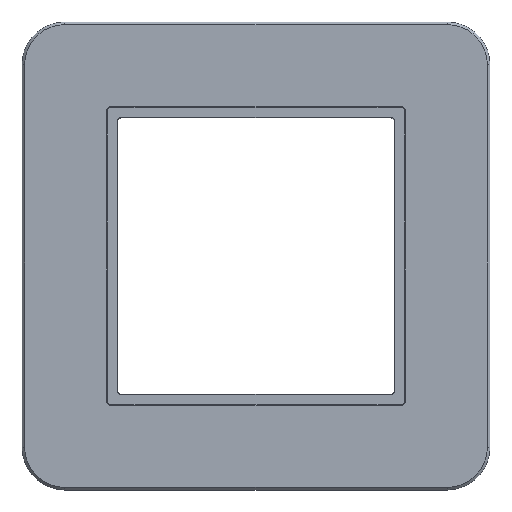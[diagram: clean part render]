
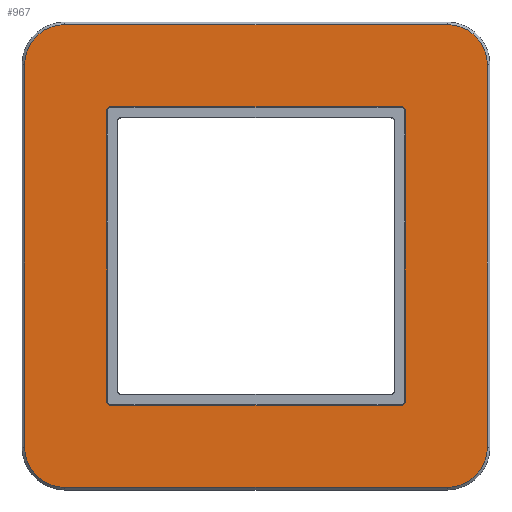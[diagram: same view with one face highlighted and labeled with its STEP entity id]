
A CAD part, top view. The second image highlights one B-rep face of the part: STEP entity #967.
In plain terms, the highlighted face is planar.
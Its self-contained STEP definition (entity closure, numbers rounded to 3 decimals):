
#428=DIRECTION('',(0.,0.,-1.));
#429=VECTOR('',#428,54.6);
#430=CARTESIAN_POINT('',(28.1,10.,27.3));
#431=LINE('6853',#430,#429);
#435=CARTESIAN_POINT('',(27.3,10.,-27.3));
#436=DIRECTION('',(0.,-1.,0.));
#437=DIRECTION('',(0.,0.,-1.));
#438=AXIS2_PLACEMENT_3D('',#435,#436,#437);
#443=DIRECTION('',(-1.,0.,0.));
#444=VECTOR('',#443,54.6);
#445=CARTESIAN_POINT('',(27.3,10.,-28.1));
#446=LINE('6854',#445,#444);
#450=CARTESIAN_POINT('',(-27.3,10.,-27.3));
#451=DIRECTION('',(0.,-1.,0.));
#452=DIRECTION('',(-1.,0.,0.));
#453=AXIS2_PLACEMENT_3D('',#450,#451,#452);
#458=DIRECTION('',(0.,0.,1.));
#459=VECTOR('',#458,54.6);
#460=CARTESIAN_POINT('',(-28.1,10.,-27.3));
#461=LINE('6855',#460,#459);
#465=CARTESIAN_POINT('',(-27.3,10.,27.3));
#466=DIRECTION('',(0.,-1.,0.));
#467=DIRECTION('',(0.,0.,1.));
#468=AXIS2_PLACEMENT_3D('',#465,#466,#467);
#473=DIRECTION('',(1.,0.,0.));
#474=VECTOR('',#473,54.6);
#475=CARTESIAN_POINT('',(-27.3,10.,28.1));
#476=LINE('6856',#475,#474);
#480=CARTESIAN_POINT('',(27.3,10.,27.3));
#481=DIRECTION('',(0.,-1.,0.));
#482=DIRECTION('',(1.,0.,0.));
#483=AXIS2_PLACEMENT_3D('',#480,#481,#482);
#488=DIRECTION('',(1.,0.,0.));
#489=VECTOR('',#488,72.);
#490=CARTESIAN_POINT('',(-36.,10.,43.5));
#491=LINE('5121',#490,#489);
#495=CARTESIAN_POINT('',(-36.,10.,36.));
#496=DIRECTION('',(0.,1.,0.));
#497=DIRECTION('',(-1.,0.,0.));
#498=AXIS2_PLACEMENT_3D('',#495,#496,#497);
#503=DIRECTION('',(0.,0.,1.));
#504=VECTOR('',#503,72.);
#505=CARTESIAN_POINT('',(-43.5,10.,-36.));
#506=LINE('5133',#505,#504);
#510=CARTESIAN_POINT('',(-36.,10.,-36.));
#511=DIRECTION('',(0.,1.,0.));
#512=DIRECTION('',(0.,0.,-1.));
#513=AXIS2_PLACEMENT_3D('',#510,#511,#512);
#518=DIRECTION('',(-1.,0.,0.));
#519=VECTOR('',#518,72.);
#520=CARTESIAN_POINT('',(36.,10.,-43.5));
#521=LINE('5129',#520,#519);
#525=CARTESIAN_POINT('',(36.,10.,-36.));
#526=DIRECTION('',(0.,1.,0.));
#527=DIRECTION('',(1.,0.,0.));
#528=AXIS2_PLACEMENT_3D('',#525,#526,#527);
#533=DIRECTION('',(0.,0.,-1.));
#534=VECTOR('',#533,72.);
#535=CARTESIAN_POINT('',(43.5,10.,36.));
#536=LINE('5125',#535,#534);
#540=CARTESIAN_POINT('',(36.,10.,36.));
#541=DIRECTION('',(0.,1.,0.));
#542=DIRECTION('',(0.,0.,1.));
#543=AXIS2_PLACEMENT_3D('',#540,#541,#542);
#770=CARTESIAN_POINT('',(-36.,10.,43.5));
#771=CARTESIAN_POINT('',(36.,10.,43.5));
#772=VERTEX_POINT('',#770);
#773=VERTEX_POINT('',#771);
#778=CARTESIAN_POINT('',(43.5,10.,36.));
#779=VERTEX_POINT('',#778);
#782=CARTESIAN_POINT('',(43.5,10.,-36.));
#783=VERTEX_POINT('',#782);
#786=CARTESIAN_POINT('',(36.,10.,-43.5));
#787=VERTEX_POINT('',#786);
#790=CARTESIAN_POINT('',(-36.,10.,-43.5));
#791=VERTEX_POINT('',#790);
#794=CARTESIAN_POINT('',(-43.5,10.,-36.));
#795=VERTEX_POINT('',#794);
#798=CARTESIAN_POINT('',(-43.5,10.,36.));
#799=VERTEX_POINT('',#798);
#818=CARTESIAN_POINT('',(28.1,10.,27.3));
#819=CARTESIAN_POINT('',(28.1,10.,-27.3));
#820=VERTEX_POINT('',#818);
#821=VERTEX_POINT('',#819);
#822=CARTESIAN_POINT('',(27.3,10.,-28.1));
#823=CARTESIAN_POINT('',(-27.3,10.,-28.1));
#824=VERTEX_POINT('',#822);
#825=VERTEX_POINT('',#823);
#826=CARTESIAN_POINT('',(-28.1,10.,-27.3));
#827=CARTESIAN_POINT('',(-28.1,10.,27.3));
#828=VERTEX_POINT('',#826);
#829=VERTEX_POINT('',#827);
#830=CARTESIAN_POINT('',(-27.3,10.,28.1));
#831=CARTESIAN_POINT('',(27.3,10.,28.1));
#832=VERTEX_POINT('',#830);
#833=VERTEX_POINT('',#831);
#927=CARTESIAN_POINT('',(0.,10.,0.));
#928=DIRECTION('',(0.,1.,0.));
#929=DIRECTION('',(0.,0.,1.));
#930=AXIS2_PLACEMENT_3D('',#927,#928,#929);
#931=PLANE('4134',#930);
#933=ORIENTED_EDGE('5121',*,*,#932,.F.);
#935=ORIENTED_EDGE('5135',*,*,#934,.F.);
#937=ORIENTED_EDGE('5133',*,*,#936,.F.);
#939=ORIENTED_EDGE('5131',*,*,#938,.F.);
#941=ORIENTED_EDGE('5129',*,*,#940,.F.);
#943=ORIENTED_EDGE('5127',*,*,#942,.F.);
#945=ORIENTED_EDGE('5125',*,*,#944,.F.);
#946=ORIENTED_EDGE('5123',*,*,#910,.F.);
#947=EDGE_LOOP('4134',(#933,#935,#937,#939,#941,#943,#945,#946));
#948=FACE_OUTER_BOUND('4134',#947,.F.);
#950=ORIENTED_EDGE('6853',*,*,#949,.T.);
#952=ORIENTED_EDGE('6857',*,*,#951,.F.);
#954=ORIENTED_EDGE('6854',*,*,#953,.T.);
#956=ORIENTED_EDGE('6860',*,*,#955,.F.);
#958=ORIENTED_EDGE('6855',*,*,#957,.T.);
#960=ORIENTED_EDGE('6859',*,*,#959,.F.);
#962=ORIENTED_EDGE('6856',*,*,#961,.T.);
#964=ORIENTED_EDGE('6858',*,*,#963,.F.);
#965=EDGE_LOOP('4134',(#950,#952,#954,#956,#958,#960,#962,#964));
#966=FACE_BOUND('4134',#965,.F.);
#967=ADVANCED_FACE('4134',(#948,#966),#931,.T.);
#439=CIRCLE('6857',#438,0.8);
#454=CIRCLE('6860',#453,0.8);
#469=CIRCLE('6859',#468,0.8);
#484=CIRCLE('6858',#483,0.8);
#499=CIRCLE('5135',#498,7.5);
#514=CIRCLE('5131',#513,7.5);
#529=CIRCLE('5127',#528,7.5);
#544=CIRCLE('5123',#543,7.5);
#910=EDGE_CURVE('5123',#773,#779,#544,.T.);
#932=EDGE_CURVE('5121',#772,#773,#491,.T.);
#934=EDGE_CURVE('5135',#799,#772,#499,.T.);
#936=EDGE_CURVE('5133',#795,#799,#506,.T.);
#938=EDGE_CURVE('5131',#791,#795,#514,.T.);
#940=EDGE_CURVE('5129',#787,#791,#521,.T.);
#942=EDGE_CURVE('5127',#783,#787,#529,.T.);
#944=EDGE_CURVE('5125',#779,#783,#536,.T.);
#949=EDGE_CURVE('6853',#820,#821,#431,.T.);
#951=EDGE_CURVE('6857',#824,#821,#439,.T.);
#953=EDGE_CURVE('6854',#824,#825,#446,.T.);
#955=EDGE_CURVE('6860',#828,#825,#454,.T.);
#957=EDGE_CURVE('6855',#828,#829,#461,.T.);
#959=EDGE_CURVE('6859',#832,#829,#469,.T.);
#961=EDGE_CURVE('6856',#832,#833,#476,.T.);
#963=EDGE_CURVE('6858',#820,#833,#484,.T.);
